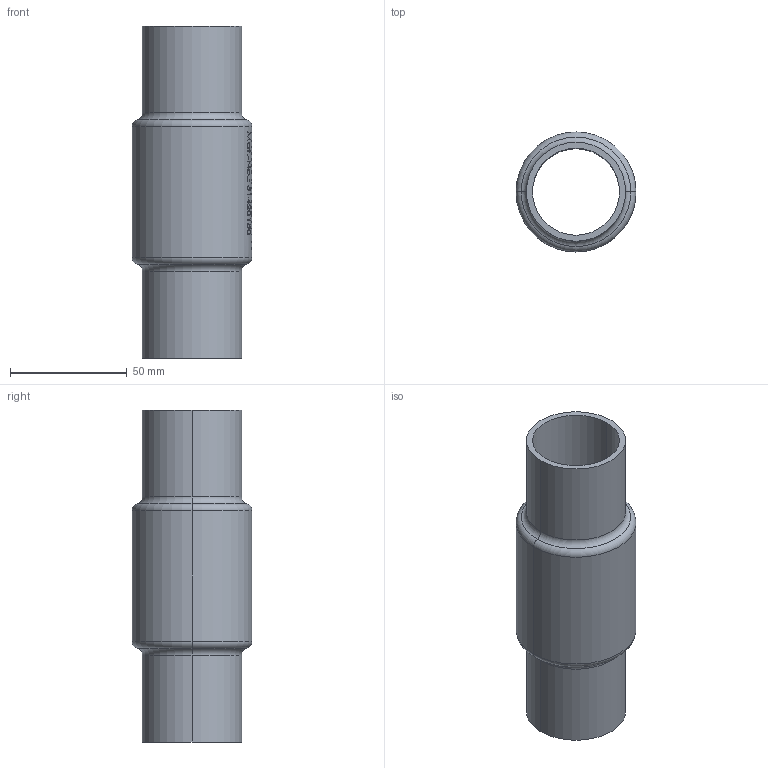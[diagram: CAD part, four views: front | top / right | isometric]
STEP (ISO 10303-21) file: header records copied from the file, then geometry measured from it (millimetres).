
FILE_DESCRIPTION (( 'STEP AP214' ), '1' );
FILE_NAME ('7110000_DN032_ PN16_51420150.STEP', '2022-02-25T10:49:02', ( 'axxx' ), ( 'Hewlett-Packard Company' ), 'SwSTEP 2.0', 'SolidWorks 2019', '' );
FILE_SCHEMA (( 'AUTOMOTIVE_DESIGN' ));
Length unit declared in the file: millimetre
Products named in the file (1): 7110000_DN032_ PN16_51420150
Bounding box: 51.3 x 51.3 x 142 mm (x, y, z)
Volume: 86000.7 mm3; surface area: 41413.4 mm2
Topology: 1 solids, 1 shells, 504 faces, 1359 edges, 902 vertices
Faces by surface type: plane 242, bspline 216, cylinder 38, torus 8
Entity records: 27966 total; most frequent: CARTESIAN_POINT 16866, ORIENTED_EDGE 2718, DIRECTION 1530, EDGE_CURVE 1359, VERTEX_POINT 902, LINE 738, VECTOR 738, EDGE_LOOP 551
